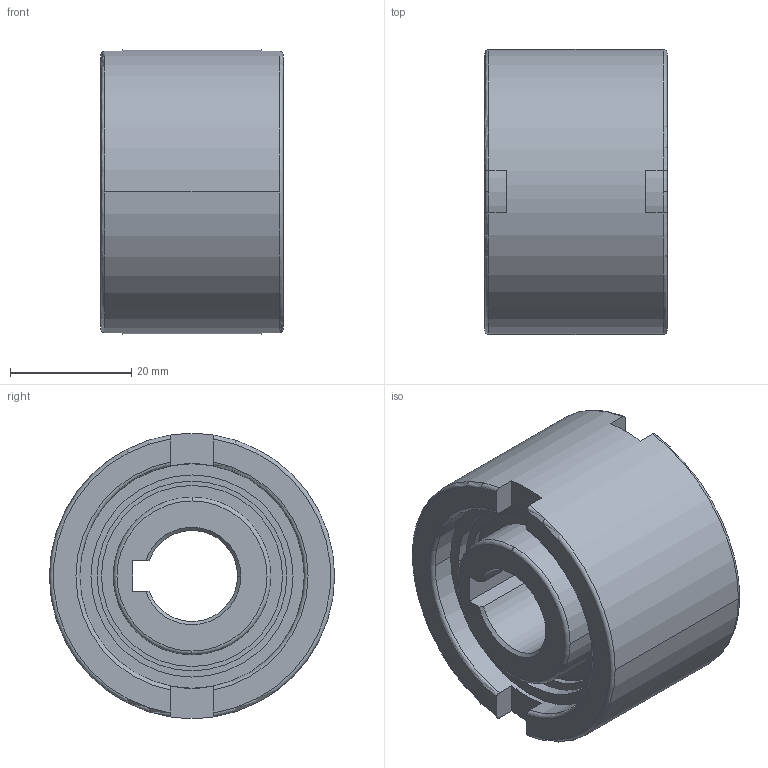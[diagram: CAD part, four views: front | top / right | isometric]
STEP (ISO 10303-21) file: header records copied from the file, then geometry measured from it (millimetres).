
FILE_DESCRIPTION(('STEP AP214'),'1');
FILE_NAME('gf_15.stp','2019-09-14T10:00:08',('TraceParts'),('TraceParts S.A.'),'Spatial InterOp 3D',' ',' ');
FILE_SCHEMA(('AUTOMOTIVE_DESIGN { 1 0 10303 214 1 1 1 1 }'));
Length unit declared in the file: millimetre
Products named in the file (1): gf_15
Bounding box: 30 x 47 x 46.94 mm (x, y, z)
Volume: 39156.5 mm3; surface area: 12562.3 mm2
Topology: 1 solids, 1 shells, 75 faces, 189 edges, 126 vertices
Faces by surface type: plane 31, cylinder 28, torus 12, cone 4
Entity records: 2788 total; most frequent: CARTESIAN_POINT 903, DIRECTION 419, ORIENTED_EDGE 378, EDGE_CURVE 189, AXIS2_PLACEMENT_3D 174, VERTEX_POINT 126, CIRCLE 98, EDGE_LOOP 87
